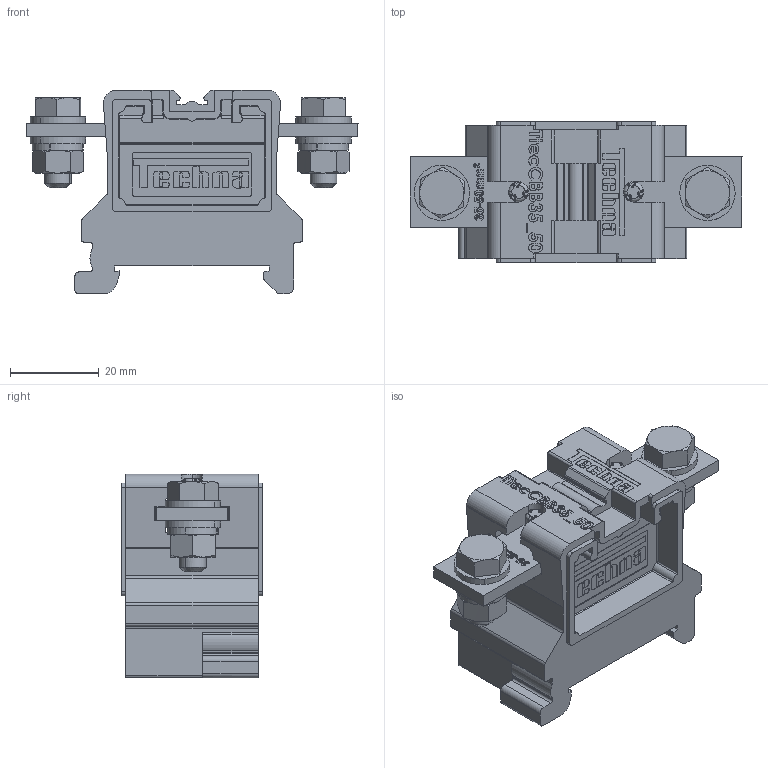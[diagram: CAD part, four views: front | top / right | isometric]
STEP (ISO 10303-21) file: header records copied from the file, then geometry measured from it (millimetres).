
FILE_DESCRIPTION (( 'STEP AP214' ), '1' );
FILE_NAME ('TtecCBB35_50.STEP', '2020-07-23T13:49:45', ( '' ), ( '' ), 'SwSTEP 2.0', 'SolidWorks 2020', '' );
FILE_SCHEMA (( 'AUTOMOTIVE_DESIGN' ));
Length unit declared in the file: millimetre
Products named in the file (1): TtecCBB35_50
Bounding box: 75 x 32 x 46 mm (x, y, z)
Volume: 45432 mm3; surface area: 17865 mm2
Topology: 1 solids, 1 shells, 1288 faces, 3486 edges, 2239 vertices
Faces by surface type: plane 577, cylinder 475, bspline 138, torus 49, cone 34, sphere 15
Entity records: 59701 total; most frequent: CARTESIAN_POINT 19287, ORIENTED_EDGE 6942, DIRECTION 6423, EDGE_CURVE 3471, VERTEX_POINT 2239, AXIS2_PLACEMENT_3D 2182, VECTOR 2059, LINE 2059
